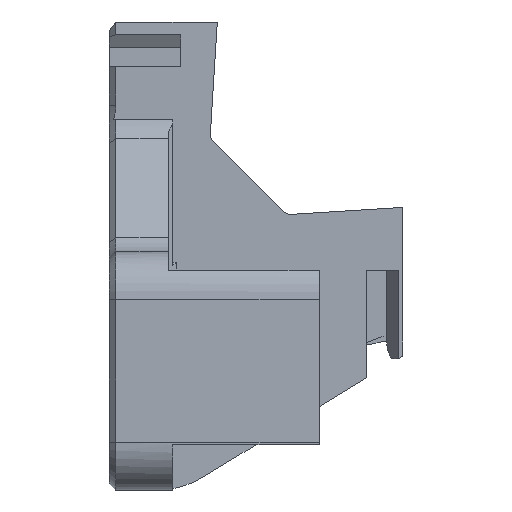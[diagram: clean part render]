
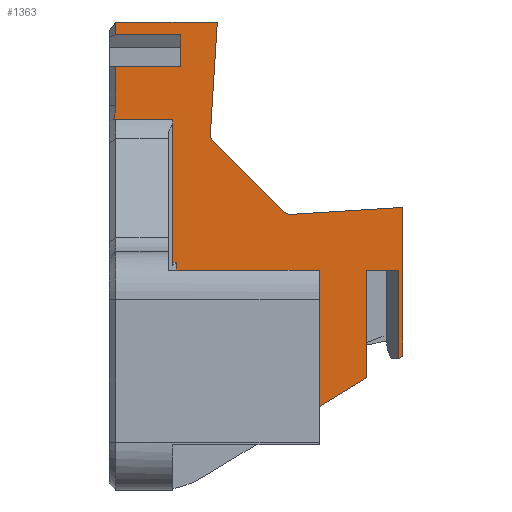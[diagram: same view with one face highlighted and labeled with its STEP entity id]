
A CAD part, front view. The second image highlights one B-rep face of the part: STEP entity #1363.
In plain terms, the highlighted planar face has unit normal (0, -1, 0).
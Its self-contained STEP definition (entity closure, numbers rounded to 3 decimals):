
#81=(
BOUNDED_CURVE()
B_SPLINE_CURVE(2,(#2046,#2047,#2048),.UNSPECIFIED.,.F.,.F.)
B_SPLINE_CURVE_WITH_KNOTS((3,3),(0.071,0.166),
 .UNSPECIFIED.)
CURVE()
GEOMETRIC_REPRESENTATION_ITEM()
RATIONAL_B_SPLINE_CURVE((1.016,1.019,1.))
REPRESENTATION_ITEM('')
);
#85=ELLIPSE('',#1459,0.532,0.5);
#86=ELLIPSE('',#1460,0.532,0.5);
#87=ELLIPSE('',#1461,0.532,0.5);
#108=FACE_OUTER_BOUND('',#187,.T.);
#187=EDGE_LOOP('',(#925,#926,#927,#928,#929,#930,#931,#932,#933,#934,#935,
#936,#937,#938,#939,#940,#941,#942,#943,#944,#945,#946,#947,#948,#949));
#266=LINE('',#1970,#405);
#268=LINE('',#1974,#407);
#272=LINE('',#1993,#411);
#275=LINE('',#2005,#414);
#276=LINE('',#2008,#415);
#281=LINE('',#2020,#420);
#282=LINE('',#2022,#421);
#283=LINE('',#2026,#422);
#284=LINE('',#2032,#423);
#285=LINE('',#2034,#424);
#286=LINE('',#2036,#425);
#287=LINE('',#2038,#426);
#288=LINE('',#2040,#427);
#289=LINE('',#2042,#428);
#290=LINE('',#2044,#429);
#291=LINE('',#2050,#430);
#292=LINE('',#2052,#431);
#293=LINE('',#2054,#432);
#294=LINE('',#2056,#433);
#295=LINE('',#2058,#434);
#296=LINE('',#2059,#435);
#405=VECTOR('',#1576,10.);
#407=VECTOR('',#1580,10.);
#411=VECTOR('',#1586,10.);
#414=VECTOR('',#1595,1000.);
#415=VECTOR('',#1598,1000.);
#420=VECTOR('',#1607,1000.);
#421=VECTOR('',#1608,1000.);
#422=VECTOR('',#1611,1000.);
#423=VECTOR('',#1616,10.);
#424=VECTOR('',#1617,1000.);
#425=VECTOR('',#1618,1000.);
#426=VECTOR('',#1619,10.);
#427=VECTOR('',#1620,10.);
#428=VECTOR('',#1621,10.);
#429=VECTOR('',#1622,1000.);
#430=VECTOR('',#1623,10.);
#431=VECTOR('',#1624,1000.);
#432=VECTOR('',#1625,10.);
#433=VECTOR('',#1626,10.);
#434=VECTOR('',#1627,10.);
#435=VECTOR('',#1628,10.);
#562=VERTEX_POINT('',#1967);
#563=VERTEX_POINT('',#1969);
#564=VERTEX_POINT('',#1973);
#568=VERTEX_POINT('',#1991);
#570=VERTEX_POINT('',#2003);
#571=VERTEX_POINT('',#2007);
#576=VERTEX_POINT('',#2019);
#577=VERTEX_POINT('',#2021);
#578=VERTEX_POINT('',#2023);
#579=VERTEX_POINT('',#2025);
#580=VERTEX_POINT('',#2027);
#581=VERTEX_POINT('',#2029);
#582=VERTEX_POINT('',#2031);
#583=VERTEX_POINT('',#2033);
#584=VERTEX_POINT('',#2035);
#585=VERTEX_POINT('',#2037);
#586=VERTEX_POINT('',#2039);
#587=VERTEX_POINT('',#2041);
#588=VERTEX_POINT('',#2043);
#589=VERTEX_POINT('',#2045);
#590=VERTEX_POINT('',#2049);
#591=VERTEX_POINT('',#2051);
#592=VERTEX_POINT('',#2053);
#593=VERTEX_POINT('',#2055);
#594=VERTEX_POINT('',#2057);
#692=EDGE_CURVE('',#563,#562,#266,.T.);
#694=EDGE_CURVE('',#562,#564,#268,.T.);
#699=EDGE_CURVE('',#564,#568,#272,.T.);
#704=EDGE_CURVE('',#570,#568,#275,.T.);
#705=EDGE_CURVE('',#563,#571,#276,.T.);
#711=EDGE_CURVE('',#576,#570,#281,.T.);
#712=EDGE_CURVE('',#577,#576,#282,.T.);
#713=EDGE_CURVE('',#578,#577,#85,.T.);
#714=EDGE_CURVE('',#579,#578,#283,.T.);
#715=EDGE_CURVE('',#579,#580,#86,.T.);
#716=EDGE_CURVE('',#580,#581,#87,.T.);
#717=EDGE_CURVE('',#581,#582,#284,.T.);
#718=EDGE_CURVE('',#583,#582,#285,.T.);
#719=EDGE_CURVE('',#584,#583,#286,.T.);
#720=EDGE_CURVE('',#584,#585,#287,.T.);
#721=EDGE_CURVE('',#585,#586,#288,.T.);
#722=EDGE_CURVE('',#586,#587,#289,.T.);
#723=EDGE_CURVE('',#588,#587,#290,.T.);
#724=EDGE_CURVE('',#589,#588,#81,.T.);
#725=EDGE_CURVE('',#590,#589,#291,.T.);
#726=EDGE_CURVE('',#590,#591,#292,.T.);
#727=EDGE_CURVE('',#591,#592,#293,.T.);
#728=EDGE_CURVE('',#593,#592,#294,.T.);
#729=EDGE_CURVE('',#593,#594,#295,.T.);
#730=EDGE_CURVE('',#594,#571,#296,.T.);
#925=ORIENTED_EDGE('',*,*,#692,.T.);
#926=ORIENTED_EDGE('',*,*,#694,.T.);
#927=ORIENTED_EDGE('',*,*,#699,.T.);
#928=ORIENTED_EDGE('',*,*,#704,.F.);
#929=ORIENTED_EDGE('',*,*,#711,.F.);
#930=ORIENTED_EDGE('',*,*,#712,.F.);
#931=ORIENTED_EDGE('',*,*,#713,.F.);
#932=ORIENTED_EDGE('',*,*,#714,.F.);
#933=ORIENTED_EDGE('',*,*,#715,.T.);
#934=ORIENTED_EDGE('',*,*,#716,.T.);
#935=ORIENTED_EDGE('',*,*,#717,.T.);
#936=ORIENTED_EDGE('',*,*,#718,.F.);
#937=ORIENTED_EDGE('',*,*,#719,.F.);
#938=ORIENTED_EDGE('',*,*,#720,.T.);
#939=ORIENTED_EDGE('',*,*,#721,.T.);
#940=ORIENTED_EDGE('',*,*,#722,.T.);
#941=ORIENTED_EDGE('',*,*,#723,.F.);
#942=ORIENTED_EDGE('',*,*,#724,.F.);
#943=ORIENTED_EDGE('',*,*,#725,.F.);
#944=ORIENTED_EDGE('',*,*,#726,.T.);
#945=ORIENTED_EDGE('',*,*,#727,.T.);
#946=ORIENTED_EDGE('',*,*,#728,.F.);
#947=ORIENTED_EDGE('',*,*,#729,.T.);
#948=ORIENTED_EDGE('',*,*,#730,.T.);
#949=ORIENTED_EDGE('',*,*,#705,.F.);
#1316=PLANE('',#1458);
#1363=ADVANCED_FACE('',(#108),#1316,.F.);
#1458=AXIS2_PLACEMENT_3D('',#2018,#1605,#1606);
#1459=AXIS2_PLACEMENT_3D('',#2024,#1609,#1610);
#1460=AXIS2_PLACEMENT_3D('',#2028,#1612,#1613);
#1461=AXIS2_PLACEMENT_3D('',#2030,#1614,#1615);
#1576=DIRECTION('',(0.,0.,1.));
#1580=DIRECTION('',(1.,0.,0.));
#1586=DIRECTION('',(0.,0.,-1.));
#1595=DIRECTION('',(-0.856,0.,-0.518));
#1598=DIRECTION('',(-0.856,0.,-0.518));
#1605=DIRECTION('center_axis',(0.,1.,0.));
#1606=DIRECTION('ref_axis',(-1.,0.,0.));
#1607=DIRECTION('',(0.,0.,-1.));
#1608=DIRECTION('',(0.998,0.,0.062));
#1609=DIRECTION('center_axis',(0.,-1.,0.));
#1610=DIRECTION('ref_axis',(-0.707,0.,-0.707));
#1611=DIRECTION('',(0.707,0.,-0.707));
#1612=DIRECTION('center_axis',(0.,1.,0.));
#1613=DIRECTION('ref_axis',(0.707,0.,0.707));
#1614=DIRECTION('center_axis',(0.,1.,0.));
#1615=DIRECTION('ref_axis',(-0.707,0.,-0.707));
#1616=DIRECTION('',(0.062,0.,0.998));
#1617=DIRECTION('',(1.,0.,0.));
#1618=DIRECTION('',(0.,0.,1.));
#1619=DIRECTION('',(1.,0.,0.));
#1620=DIRECTION('',(0.,0.,-1.));
#1621=DIRECTION('',(-1.,0.,0.));
#1622=DIRECTION('',(0.,0.,1.));
#1623=DIRECTION('',(-1.,0.,0.));
#1624=DIRECTION('',(0.,0.,-1.));
#1625=DIRECTION('',(1.,0.,0.));
#1626=DIRECTION('',(0.,0.,1.));
#1627=DIRECTION('',(1.,0.,0.));
#1628=DIRECTION('',(0.,0.,-1.));
#1967=CARTESIAN_POINT('',(112.225,0.,98.853));
#1969=CARTESIAN_POINT('',(112.225,0.,92.071));
#1970=CARTESIAN_POINT('',(112.225,0.,-0.574));
#1973=CARTESIAN_POINT('',(114.214,0.,98.853));
#1974=CARTESIAN_POINT('',(58.113,0.,98.853));
#1991=CARTESIAN_POINT('',(114.214,0.,93.274));
#1993=CARTESIAN_POINT('',(114.214,0.,0.636));
#2003=CARTESIAN_POINT('',(114.484,0.,93.438));
#2005=CARTESIAN_POINT('',(97.684,0.,83.271));
#2007=CARTESIAN_POINT('',(109.22,0.,90.253));
#2008=CARTESIAN_POINT('',(97.684,0.,83.271));
#2018=CARTESIAN_POINT('Origin',(0.,0.,
0.));
#2019=CARTESIAN_POINT('',(114.484,0.,102.803));
#2020=CARTESIAN_POINT('',(114.484,0.,0.));
#2021=CARTESIAN_POINT('',(107.416,0.,102.364));
#2022=CARTESIAN_POINT('',(0.267,0.,95.708));
#2023=CARTESIAN_POINT('',(107.039,0.,102.503));
#2024=CARTESIAN_POINT('Origin',(107.416,0.,
102.879));
#2025=CARTESIAN_POINT('',(102.503,0.,107.039));
#2026=CARTESIAN_POINT('',(54.769,0.,154.771));
#2027=CARTESIAN_POINT('',(102.363,0.,107.389));
#2028=CARTESIAN_POINT('Origin',(102.879,0.,107.416));
#2029=CARTESIAN_POINT('',(102.364,0.,107.427));
#2030=CARTESIAN_POINT('Origin',(102.879,0.,
107.427));
#2031=CARTESIAN_POINT('',(102.802,0.,114.484));
#2032=CARTESIAN_POINT('',(98.551,0.,46.051));
#2033=CARTESIAN_POINT('',(96.4,0.,114.484));
#2034=CARTESIAN_POINT('',(0.,0.,114.484));
#2035=CARTESIAN_POINT('',(96.4,0.,113.669));
#2036=CARTESIAN_POINT('',(96.4,0.,114.484));
#2037=CARTESIAN_POINT('',(100.504,0.,113.669));
#2038=CARTESIAN_POINT('',(-0.957,0.,113.669));
#2039=CARTESIAN_POINT('',(100.504,0.,111.681));
#2040=CARTESIAN_POINT('',(100.504,0.,57.84));
#2041=CARTESIAN_POINT('',(96.4,0.,111.681));
#2042=CARTESIAN_POINT('',(0.252,0.,111.681));
#2043=CARTESIAN_POINT('',(96.4,0.,109.243));
#2044=CARTESIAN_POINT('',(96.4,0.,114.484));
#2045=CARTESIAN_POINT('',(96.271,0.,108.353));
#2046=CARTESIAN_POINT('Ctrl Pts',(96.271,0.,
108.353));
#2047=CARTESIAN_POINT('Ctrl Pts',(96.4,0.,
108.807));
#2048=CARTESIAN_POINT('Ctrl Pts',(96.4,0.,
109.243));
#2049=CARTESIAN_POINT('',(100.,0.,108.353));
#2050=CARTESIAN_POINT('',(95.725,0.,108.353));
#2051=CARTESIAN_POINT('',(100.,0.,99.353));
#2052=CARTESIAN_POINT('',(100.,0.,85.));
#2053=CARTESIAN_POINT('',(100.225,0.,99.353));
#2054=CARTESIAN_POINT('',(50.,0.,99.353));
#2055=CARTESIAN_POINT('',(100.225,0.,98.853));
#2056=CARTESIAN_POINT('',(100.225,0.,108.353));
#2057=CARTESIAN_POINT('',(109.22,0.,98.853));
#2058=CARTESIAN_POINT('',(109.225,0.,98.853));
#2059=CARTESIAN_POINT('',(109.22,0.,46.801));
